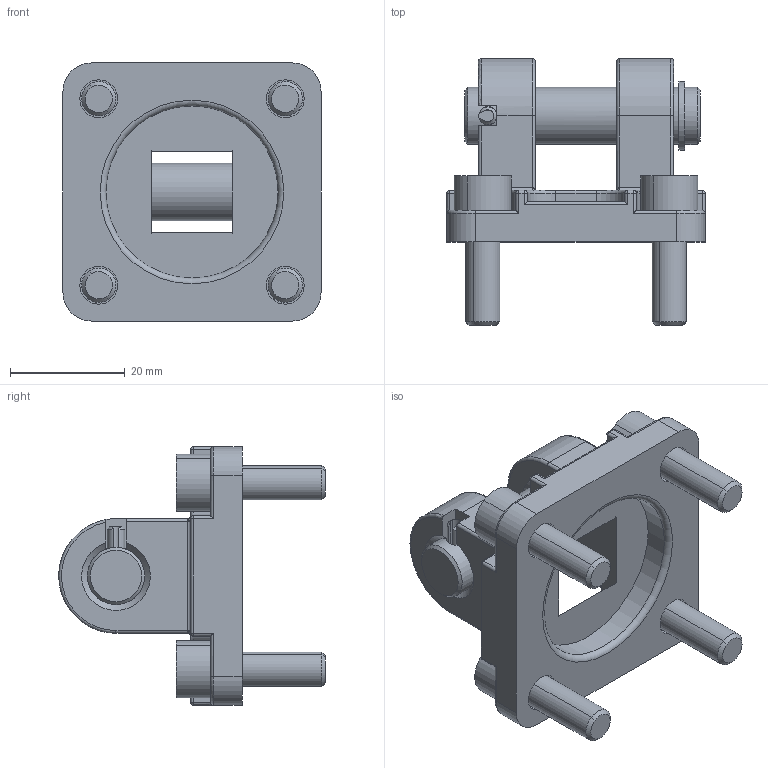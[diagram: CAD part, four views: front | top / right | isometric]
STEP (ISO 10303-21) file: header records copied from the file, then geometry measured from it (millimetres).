
FILE_DESCRIPTION(('HOOPS Exchange Step'),'2;1');
FILE_NAME('export-1133A8B4-9589-4AAB-9088-FE8FAA604F9D.stp','2021-09-30T14:08:39+02:00',('User'),('Alibre'),'HOOPS Exchange 2020.1','Alibre','Unknown authorisation');
FILE_SCHEMA( ('AP242_MANAGED_MODEL_BASED_3D_ENGINEERING_MIM_LF {1 0 10303 442 1 1 4 }') );
Length unit declared in the file: millimetre
Products named in the file (5): 5560-1 Hinge frame; 5560-2 Hinge shaft; 5560-3 Circlip; 2390 M6x16 DIN 912 metric bolt; 5560 Z40W0950322003SP Female Hinge - Model B 032- for Rod-Eye GA-M M10x1.25
Assembly tree (7 placements, depth 2):
  5560 Z40W0950322003SP Female Hinge - Model B 032- for Rod-Eye GA-M M10x1.25
    5560-1 Hinge frame
    5560-2 Hinge shaft
    5560-3 Circlip
    2390 M6x16 DIN 912 metric bolt  x4
Bounding box: 45 x 46.5 x 45 mm (x, y, z)
Volume: 23927.8 mm3; surface area: 13360 mm2
Topology: 7 solids, 7 shells, 298 faces, 730 edges, 434 vertices
Faces by surface type: cylinder 126, plane 97, cone 27, torus 25, bspline 12, sphere 11
Full cylindrical faces by diameter (mm): 1.8 x2, 3.2 x1, 6.6 x4, 9.5 x1, 10 x4, 30 x1
Entity records: 12505 total; most frequent: CARTESIAN_POINT 6577, DIRECTION 1301, ORIENTED_EDGE 1166, EDGE_CURVE 583, AXIS2_PLACEMENT_3D 514, VERTEX_POINT 356, VECTOR 273, LINE 273
